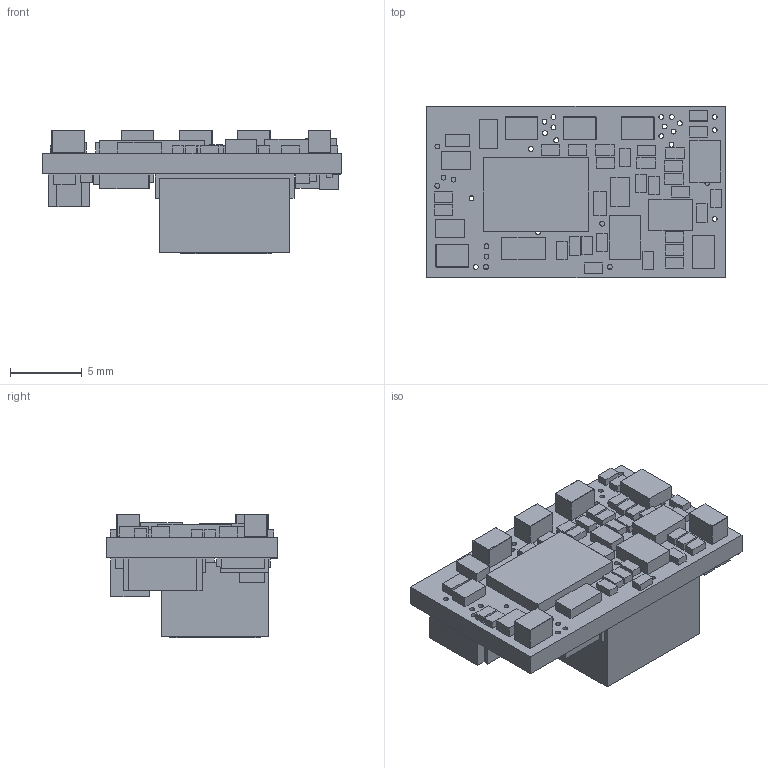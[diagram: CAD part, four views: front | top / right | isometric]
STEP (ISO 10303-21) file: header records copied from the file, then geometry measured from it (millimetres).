
FILE_DESCRIPTION (( 'STEP AP214' ), '1' );
FILE_NAME ('OKI T3 W40.STEP', '2014-05-14T19:48:55', ( 'deleteme' ), ( '' ), 'SwSTEP 2.0', 'SolidWorks 2013', '' );
FILE_SCHEMA (( 'AUTOMOTIVE_DESIGN' ));
Length unit declared in the file: inch
Products named in the file (1): OKI T3 W40
Bounding box: 20.83 x 11.94 x 8.59 mm (x, y, z)
Surface area: 1473.6 mm2 (no closed solid volume)
Topology: 0 solids, 64 shells, 486 faces, 1599 edges, 1140 vertices
Faces by surface type: plane 429, cylinder 57
Full cylindrical faces by diameter (mm): 0.343 x34, 0.572 x1
Entity records: 23296 total; most frequent: CARTESIAN_POINT 3189, DIRECTION 2837, ORIENTED_EDGE 2367, EDGE_CURVE 1563, VECTOR 1263, LINE 1263, VERTEX_POINT 1139, AXIS2_PLACEMENT_3D 787
